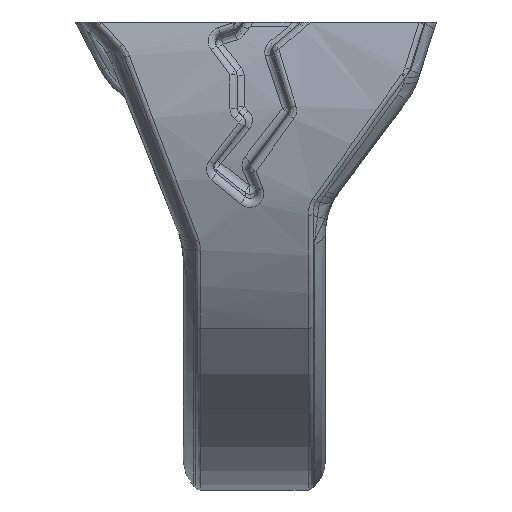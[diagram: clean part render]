
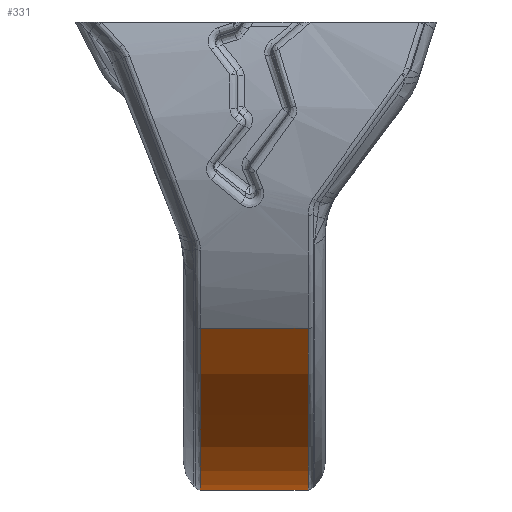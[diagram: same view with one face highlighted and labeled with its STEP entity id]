
A CAD part, left-side view. The second image highlights one B-rep face of the part: STEP entity #331.
In plain terms, the highlighted free-form (B-spline) face has degree [2, 1] with [3, 2] control points.
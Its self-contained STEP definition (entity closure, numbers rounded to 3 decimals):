
#109 = EDGE_CURVE('',#110,#112,#114,.T.);
#110 = VERTEX_POINT('',#111);
#111 = CARTESIAN_POINT('',(0.,-1.501,-23.948));
#112 = VERTEX_POINT('',#113);
#113 = CARTESIAN_POINT('',(-9.026,-1.501,
    -19.439));
#114 = ( BOUNDED_CURVE() B_SPLINE_CURVE(2,(#115,#116,#117),
.UNSPECIFIED.,.F.,.F.) B_SPLINE_CURVE_WITH_KNOTS((3,3),(0.,0.927
),.PIECEWISE_BEZIER_KNOTS.) CURVE() GEOMETRIC_REPRESENTATION_ITEM() 
RATIONAL_B_SPLINE_CURVE((1.,0.895,1.)) REPRESENTATION_ITEM('') 
  );
#115 = CARTESIAN_POINT('',(0.,-1.501,-23.948));
#116 = CARTESIAN_POINT('',(-5.639,-1.501,
    -23.948));
#117 = CARTESIAN_POINT('',(-9.026,-1.501,
    -19.439));
#331 = ADVANCED_FACE('',(#332),#355,.T.);
#332 = FACE_BOUND('',#333,.T.);
#333 = EDGE_LOOP('',(#334,#344,#349,#350));
#334 = ORIENTED_EDGE('',*,*,#335,.T.);
#335 = EDGE_CURVE('',#336,#338,#340,.T.);
#336 = VERTEX_POINT('',#337);
#337 = CARTESIAN_POINT('',(-9.026,1.501,
    -19.439));
#338 = VERTEX_POINT('',#339);
#339 = CARTESIAN_POINT('',(0.,1.501,-23.948));
#340 = ( BOUNDED_CURVE() B_SPLINE_CURVE(2,(#341,#342,#343),
.UNSPECIFIED.,.F.,.F.) B_SPLINE_CURVE_WITH_KNOTS((3,3),(2.215,
3.142),.PIECEWISE_BEZIER_KNOTS.) CURVE() 
GEOMETRIC_REPRESENTATION_ITEM() RATIONAL_B_SPLINE_CURVE((1.,
0.895,1.)) REPRESENTATION_ITEM('') );
#341 = CARTESIAN_POINT('',(-9.026,1.501,
    -19.439));
#342 = CARTESIAN_POINT('',(-5.639,1.501,-23.948
    ));
#343 = CARTESIAN_POINT('',(0.,1.501,
    -23.948));
#344 = ORIENTED_EDGE('',*,*,#345,.T.);
#345 = EDGE_CURVE('',#338,#110,#346,.T.);
#346 = B_SPLINE_CURVE_WITH_KNOTS('',1,(#347,#348),.UNSPECIFIED.,.F.,.F.,
  (2,2),(8.233,11.267),.PIECEWISE_BEZIER_KNOTS.);
#347 = CARTESIAN_POINT('',(0.,1.501,-23.948));
#348 = CARTESIAN_POINT('',(0.,-1.501,-23.948));
#349 = ORIENTED_EDGE('',*,*,#109,.T.);
#350 = ORIENTED_EDGE('',*,*,#351,.T.);
#351 = EDGE_CURVE('',#112,#336,#352,.T.);
#352 = B_SPLINE_CURVE_WITH_KNOTS('',1,(#353,#354),.UNSPECIFIED.,.F.,.F.,
  (2,2),(-11.267,-8.233),.PIECEWISE_BEZIER_KNOTS.);
#353 = CARTESIAN_POINT('',(-9.026,-1.501,
    -19.439));
#354 = CARTESIAN_POINT('',(-9.026,1.501,
    -19.439));
#355 = ( BOUNDED_SURFACE() B_SPLINE_SURFACE(2,1,(
    (#356,#357)
    ,(#358,#359)
,(#360,#361
    )),.UNSPECIFIED.,.F.,.F.,.F.) B_SPLINE_SURFACE_WITH_KNOTS((3,3),(2,2
    ),(5.357,6.283),(8.233,11.267),
.PIECEWISE_BEZIER_KNOTS.) GEOMETRIC_REPRESENTATION_ITEM() 
RATIONAL_B_SPLINE_SURFACE((
    (1.,1.)
    ,(0.895,0.895)
,(1.,1.))) REPRESENTATION_ITEM('') SURFACE() );
#356 = CARTESIAN_POINT('',(-9.026,1.501,
    -19.439));
#357 = CARTESIAN_POINT('',(-9.026,-1.501,
    -19.439));
#358 = CARTESIAN_POINT('',(-5.639,1.501,-23.948
    ));
#359 = CARTESIAN_POINT('',(-5.639,-1.501,
    -23.948));
#360 = CARTESIAN_POINT('',(0.,1.501,
    -23.948));
#361 = CARTESIAN_POINT('',(0.,-1.501,
    -23.948));
